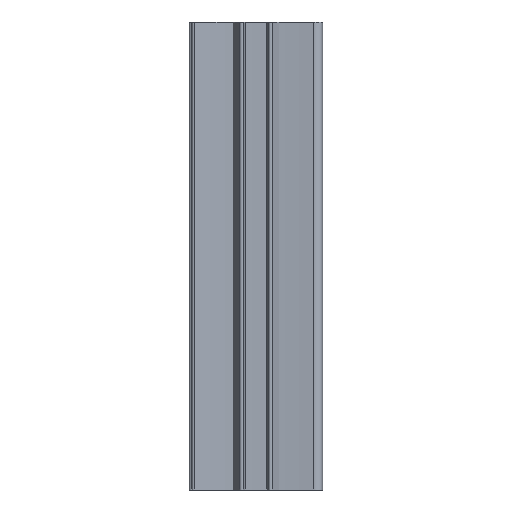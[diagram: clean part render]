
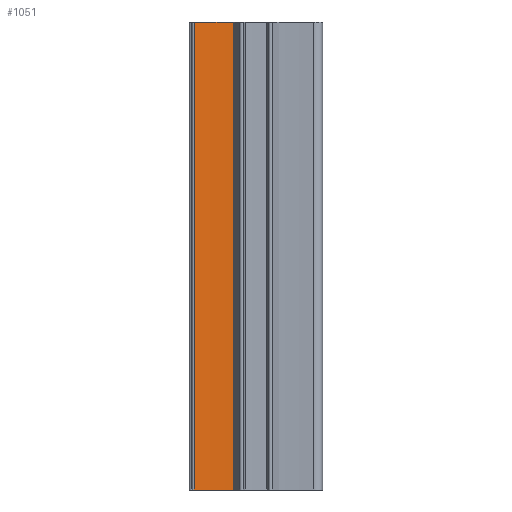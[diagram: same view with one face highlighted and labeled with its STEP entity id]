
A CAD part, front view. The second image highlights one B-rep face of the part: STEP entity #1051.
In plain terms, the highlighted cylindrical face has radius 100 mm (diameter 200 mm), a partial arc.
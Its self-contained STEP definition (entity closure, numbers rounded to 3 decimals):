
#20 = CARTESIAN_POINT ( 'NONE',  ( 150., -84.212, -151.126 ) ) ;
#23 = CYLINDRICAL_SURFACE ( 'NONE', #353, 100. ) ;
#30 = CARTESIAN_POINT ( 'NONE',  ( 146.75, 15.735, -253.126 ) ) ;
#60 = ORIENTED_EDGE ( 'NONE', *, *, #823, .T. ) ;
#83 = CIRCLE ( 'NONE', #861, 100. ) ;
#110 = ORIENTED_EDGE ( 'NONE', *, *, #464, .F. ) ;
#121 = LINE ( 'NONE', #487, #1094 ) ;
#255 = VERTEX_POINT ( 'NONE', #1410 ) ;
#273 = DIRECTION ( 'NONE',  ( 1., 0., 0. ) ) ;
#353 = AXIS2_PLACEMENT_3D ( 'NONE', #1288, #599, #273 ) ;
#356 = VERTEX_POINT ( 'NONE', #30 ) ;
#372 = DIRECTION ( 'NONE',  ( 1., 0., 0. ) ) ;
#417 = VECTOR ( 'NONE', #438, 1000. ) ;
#438 = DIRECTION ( 'NONE',  ( 0., 0., 1. ) ) ;
#464 = EDGE_CURVE ( 'NONE', #356, #557, #1284, .T. ) ;
#475 = CARTESIAN_POINT ( 'NONE',  ( 150., -84.212, -253.126 ) ) ;
#479 = EDGE_CURVE ( 'NONE', #913, #356, #121, .T. ) ;
#487 = CARTESIAN_POINT ( 'NONE',  ( 146.75, 15.735, -253.126 ) ) ;
#557 = VERTEX_POINT ( 'NONE', #970 ) ;
#599 = DIRECTION ( 'NONE',  ( 0., 0., 1. ) ) ;
#653 = AXIS2_PLACEMENT_3D ( 'NONE', #475, #926, #372 ) ;
#687 = CARTESIAN_POINT ( 'NONE',  ( 146.75, 15.735, -151.126 ) ) ;
#784 = EDGE_CURVE ( 'NONE', #557, #255, #1058, .T. ) ;
#823 = EDGE_CURVE ( 'NONE', #913, #255, #83, .T. ) ;
#833 = FACE_OUTER_BOUND ( 'NONE', #1424, .T. ) ;
#861 = AXIS2_PLACEMENT_3D ( 'NONE', #20, #1124, #1357 ) ;
#913 = VERTEX_POINT ( 'NONE', #687 ) ;
#926 = DIRECTION ( 'NONE',  ( 0., 0., 1. ) ) ;
#941 = DIRECTION ( 'NONE',  ( 0., 0., -1. ) ) ;
#970 = CARTESIAN_POINT ( 'NONE',  ( 136.494, 14.872, -253.126 ) ) ;
#1051 = ADVANCED_FACE ( 'NONE', ( #833 ), #23, .F. ) ;
#1058 = LINE ( 'NONE', #1128, #417 ) ;
#1094 = VECTOR ( 'NONE', #941, 1000. ) ;
#1124 = DIRECTION ( 'NONE',  ( 0., 0., 1. ) ) ;
#1128 = CARTESIAN_POINT ( 'NONE',  ( 136.494, 14.872, -253.126 ) ) ;
#1284 = CIRCLE ( 'NONE', #653, 100. ) ;
#1288 = CARTESIAN_POINT ( 'NONE',  ( 150., -84.212, -253.126 ) ) ;
#1357 = DIRECTION ( 'NONE',  ( 1., 0., 0. ) ) ;
#1372 = ORIENTED_EDGE ( 'NONE', *, *, #479, .F. ) ;
#1410 = CARTESIAN_POINT ( 'NONE',  ( 136.494, 14.872, -151.126 ) ) ;
#1413 = ORIENTED_EDGE ( 'NONE', *, *, #784, .F. ) ;
#1424 = EDGE_LOOP ( 'NONE', ( #60, #1413, #110, #1372 ) ) ;
